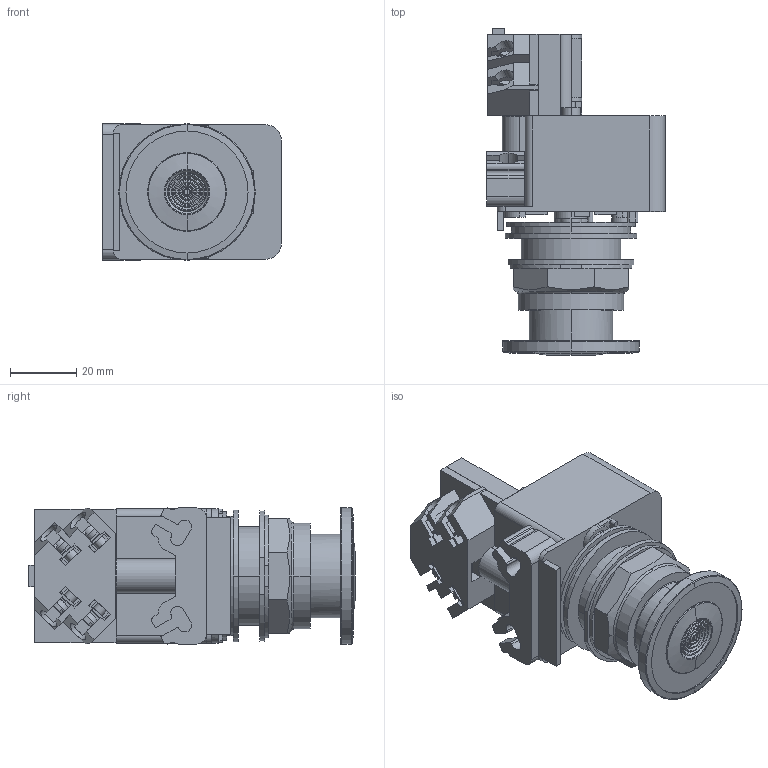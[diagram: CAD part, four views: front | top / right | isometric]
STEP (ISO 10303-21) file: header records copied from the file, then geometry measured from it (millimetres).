
FILE_DESCRIPTION((''),'2;1');
FILE_NAME('9001SKR9P1RH13_ASM','2021-05-03T16:12:00',('SESA592305'),('Schneider-Electric'),'CREO PARAMETRIC BY PTC INC, 2019471','CREO PARAMETRIC BY PTC INC, 2019471','');
FILE_SCHEMA(('AP242_MANAGED_MODEL_BASED_3D_ENGINEERING_MIM_LF { 1 0 10303 442 1 1 4 }'));
Products named in the file (7): LUMP20; BASE_LUMP6_B22; 65122-263-03; 9001R22_ASM; BASE_TETE_R22_BOITE_ASM; 9001KA1_3D; 9001SKR9P1RH13_ASM
Assembly tree (6 placements, depth 4):
  9001SKR9P1RH13_ASM
    BASE_TETE_R22_BOITE_ASM
      LUMP20
      BASE_LUMP6_B22
      9001R22_ASM
        65122-263-03
    9001KA1_3D
Bounding box: 54.08 x 98.81 x 41.27 mm (x, y, z)
Volume: 102523.6 mm3; surface area: 38068.9 mm2
Topology: 4 solids, 5 shells, 670 faces, 1834 edges, 1187 vertices
Faces by surface type: plane 409, cylinder 201, cone 34, torus 20, sphere 6
Entity records: 137244 total; most frequent: CARTESIAN_POINT 111043, DIRECTION 3946, ORIENTED_EDGE 3656, POLYLINE 1848, EDGE_CURVE 1828, AXIS2_PLACEMENT_3D 1360, VECTOR 1226, LINE 1226
